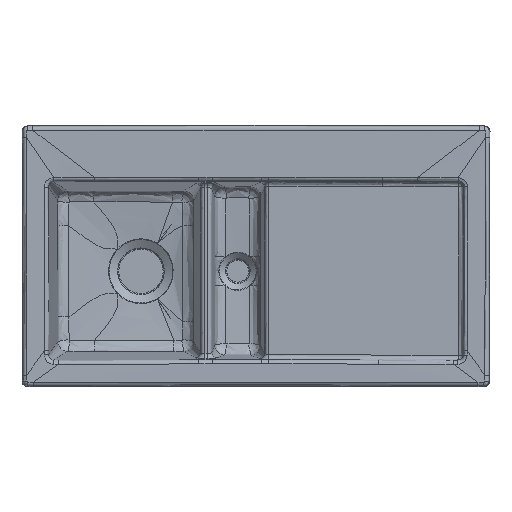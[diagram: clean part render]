
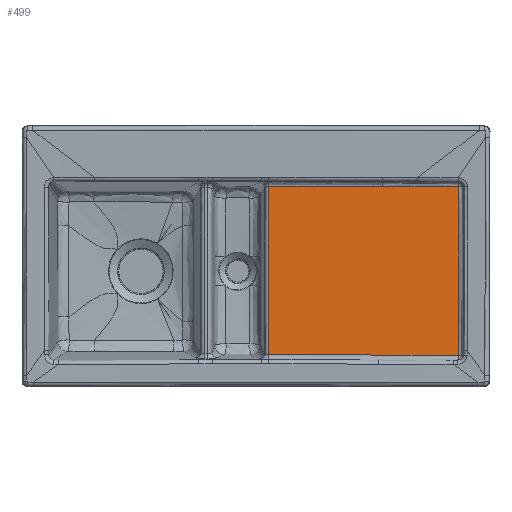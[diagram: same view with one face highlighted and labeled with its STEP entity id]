
A CAD part, top view. The second image highlights one B-rep face of the part: STEP entity #499.
In plain terms, the highlighted free-form (B-spline) face has degree [3, 1] with [13, 2] control points.
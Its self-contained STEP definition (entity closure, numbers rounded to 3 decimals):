
#283=(
BOUNDED_CURVE()
B_SPLINE_CURVE(3,(#8793,#8794,#8795,#8796,#8797,#8798),.UNSPECIFIED.,.F.,
 .F.)
B_SPLINE_CURVE_WITH_KNOTS((4,2,4),(0.,0.5,1.),
 .UNSPECIFIED.)
CURVE()
GEOMETRIC_REPRESENTATION_ITEM()
RATIONAL_B_SPLINE_CURVE((1.,1.,1.,
1.,1.,1.))
REPRESENTATION_ITEM('')
);
#499=ADVANCED_FACE('',(#955),#779,.T.);
#779=B_SPLINE_SURFACE_WITH_KNOTS('',3,1,((#10570,#10571),(#10572,#10573),
(#10574,#10575),(#10576,#10577),(#10578,#10579),(#10580,#10581),(#10582,
#10583),(#10584,#10585),(#10586,#10587),(#10588,#10589),(#10590,#10591),
(#10592,#10593),(#10594,#10595)),.UNSPECIFIED.,.F.,.F.,.F.,(4,1,1,1,1,1,
1,1,1,1,4),(2,2),(0.,0.015,0.11,0.205,
0.395,0.585,0.775,0.871,
0.918,0.966,1.),(0.,1.),.UNSPECIFIED.);
#955=FACE_OUTER_BOUND('',#1276,.T.);
#1276=EDGE_LOOP('',(#1813,#1814,#1815,#1816,#1817,#1818,#1819));
#1813=ORIENTED_EDGE('',*,*,#3737,.T.);
#1814=ORIENTED_EDGE('',*,*,#3738,.T.);
#1815=ORIENTED_EDGE('',*,*,#3736,.F.);
#1816=ORIENTED_EDGE('',*,*,#3680,.F.);
#1817=ORIENTED_EDGE('',*,*,#3739,.T.);
#1818=ORIENTED_EDGE('',*,*,#3740,.T.);
#1819=ORIENTED_EDGE('',*,*,#3741,.T.);
#3173=VERTEX_POINT('',#8799);
#3174=VERTEX_POINT('',#8800);
#3201=VERTEX_POINT('',#10503);
#3204=VERTEX_POINT('',#10540);
#3205=VERTEX_POINT('',#10541);
#3206=VERTEX_POINT('',#10550);
#3207=VERTEX_POINT('',#10555);
#3680=EDGE_CURVE('',#3173,#3174,#283,.T.);
#3736=EDGE_CURVE('',#3174,#3201,#4476,.T.);
#3737=EDGE_CURVE('',#3204,#3205,#4477,.T.);
#3738=EDGE_CURVE('',#3205,#3201,#4478,.T.);
#3739=EDGE_CURVE('',#3173,#3206,#4479,.T.);
#3740=EDGE_CURVE('',#3206,#3207,#4480,.T.);
#3741=EDGE_CURVE('',#3207,#3204,#4481,.T.);
#4476=B_SPLINE_CURVE_WITH_KNOTS('',3,(#10514,#10515,#10516,#10517),
 .UNSPECIFIED.,.F.,.F.,(4,4),(0.,1.),.UNSPECIFIED.);
#4477=B_SPLINE_CURVE_WITH_KNOTS('',3,(#10536,#10537,#10538,#10539),
 .UNSPECIFIED.,.F.,.F.,(4,4),(0.,1.),.UNSPECIFIED.);
#4478=B_SPLINE_CURVE_WITH_KNOTS('',3,(#10542,#10543,#10544,#10545),
 .UNSPECIFIED.,.F.,.F.,(4,4),(0.,1.),.UNSPECIFIED.);
#4479=B_SPLINE_CURVE_WITH_KNOTS('',3,(#10546,#10547,#10548,#10549),
 .UNSPECIFIED.,.F.,.F.,(4,4),(0.,1.),.UNSPECIFIED.);
#4480=B_SPLINE_CURVE_WITH_KNOTS('',3,(#10551,#10552,#10553,#10554),
 .UNSPECIFIED.,.F.,.F.,(4,4),(0.,1.),.UNSPECIFIED.);
#4481=B_SPLINE_CURVE_WITH_KNOTS('',3,(#10556,#10557,#10558,#10559,#10560,
#10561,#10562,#10563,#10564,#10565,#10566,#10567,#10568,#10569),
 .UNSPECIFIED.,.F.,.F.,(4,2,2,2,2,2,4),(0.,0.125,0.25,0.5,0.75,0.875,1.),
 .UNSPECIFIED.);
#8793=CARTESIAN_POINT('',(-17.792,-163.488,-21.358));
#8794=CARTESIAN_POINT('',(-17.807,-108.615,-21.344));
#8795=CARTESIAN_POINT('',(-17.824,-53.739,-21.327));
#8796=CARTESIAN_POINT('',(-17.823,56.011,-21.328));
#8797=CARTESIAN_POINT('',(-17.806,110.887,-21.344));
#8798=CARTESIAN_POINT('',(-17.791,165.76,-21.359));
#8799=CARTESIAN_POINT('',(-17.791,-163.488,-21.358));
#8800=CARTESIAN_POINT('',(-17.791,165.76,-21.359));
#10503=CARTESIAN_POINT('',(204.928,165.402,-16.901));
#10514=CARTESIAN_POINT('',(-17.791,165.76,-21.359));
#10515=CARTESIAN_POINT('',(56.449,165.839,-19.874));
#10516=CARTESIAN_POINT('',(130.689,165.615,-18.389));
#10517=CARTESIAN_POINT('',(204.928,165.399,-16.901));
#10536=CARTESIAN_POINT('',(354.124,164.679,-13.904));
#10537=CARTESIAN_POINT('',(354.124,164.955,-13.908));
#10538=CARTESIAN_POINT('',(353.902,165.178,-13.916));
#10539=CARTESIAN_POINT('',(353.625,165.178,-13.922));
#10540=CARTESIAN_POINT('',(354.124,164.679,-13.904));
#10541=CARTESIAN_POINT('',(353.625,165.178,-13.922));
#10542=CARTESIAN_POINT('',(353.625,165.178,-13.922));
#10543=CARTESIAN_POINT('',(321.562,165.149,-14.563));
#10544=CARTESIAN_POINT('',(271.997,165.225,-15.557));
#10545=CARTESIAN_POINT('',(204.928,165.404,-16.901));
#10546=CARTESIAN_POINT('',(-17.792,-163.488,-21.358));
#10547=CARTESIAN_POINT('',(108.35,-163.724,-18.817));
#10548=CARTESIAN_POINT('',(231.832,-164.169,-16.333));
#10549=CARTESIAN_POINT('',(352.652,-164.826,-13.915));
#10550=CARTESIAN_POINT('',(352.652,-164.826,-13.915));
#10551=CARTESIAN_POINT('',(352.652,-164.826,-13.915));
#10552=CARTESIAN_POINT('',(352.929,-164.827,-13.909));
#10553=CARTESIAN_POINT('',(353.153,-164.606,-13.901));
#10554=CARTESIAN_POINT('',(353.154,-164.329,-13.897));
#10555=CARTESIAN_POINT('',(353.154,-164.329,-13.897));
#10556=CARTESIAN_POINT('',(353.154,-164.329,-13.897));
#10557=CARTESIAN_POINT('',(353.205,-148.244,-13.666));
#10558=CARTESIAN_POINT('',(353.255,-132.458,-13.316));
#10559=CARTESIAN_POINT('',(353.352,-101.476,-12.852));
#10560=CARTESIAN_POINT('',(353.399,-86.281,-12.678));
#10561=CARTESIAN_POINT('',(353.536,-41.588,-12.272));
#10562=CARTESIAN_POINT('',(353.622,-12.979,-12.178));
#10563=CARTESIAN_POINT('',(353.784,41.859,-12.279));
#10564=CARTESIAN_POINT('',(353.86,68.089,-12.473));
#10565=CARTESIAN_POINT('',(353.965,105.649,-12.912));
#10566=CARTESIAN_POINT('',(353.998,117.872,-13.085));
#10567=CARTESIAN_POINT('',(354.063,141.721,-13.492));
#10568=CARTESIAN_POINT('',(354.094,153.348,-13.731));
#10569=CARTESIAN_POINT('',(354.124,164.679,-13.904));
#10570=CARTESIAN_POINT('',(355.428,-166.81,-13.886));
#10571=CARTESIAN_POINT('',(-20.054,-166.814,-21.404));
#10572=CARTESIAN_POINT('',(355.433,-165.185,-13.864));
#10573=CARTESIAN_POINT('',(-20.054,-165.188,-21.404));
#10574=CARTESIAN_POINT('',(355.468,-152.952,-13.687));
#10575=CARTESIAN_POINT('',(-20.053,-152.955,-21.401));
#10576=CARTESIAN_POINT('',(355.534,-130.115,-13.212));
#10577=CARTESIAN_POINT('',(-20.053,-130.114,-21.395));
#10578=CARTESIAN_POINT('',(355.657,-87.687,-12.607));
#10579=CARTESIAN_POINT('',(-20.051,-87.683,-21.388));
#10580=CARTESIAN_POINT('',(355.811,-34.648,-12.151));
#10581=CARTESIAN_POINT('',(-20.049,-34.646,-21.382));
#10582=CARTESIAN_POINT('',(355.995,29.001,-12.127));
#10583=CARTESIAN_POINT('',(-20.047,29.,-21.382));
#10584=CARTESIAN_POINT('',(356.149,82.041,-12.543));
#10585=CARTESIAN_POINT('',(-20.045,82.038,-21.387));
#10586=CARTESIAN_POINT('',(356.256,119.166,-13.049));
#10587=CARTESIAN_POINT('',(-20.044,119.164,-21.393));
#10588=CARTESIAN_POINT('',(356.318,140.378,-13.424));
#10589=CARTESIAN_POINT('',(-20.043,140.38,-21.398));
#10590=CARTESIAN_POINT('',(356.36,154.818,-13.7));
#10591=CARTESIAN_POINT('',(-20.042,154.821,-21.402));
#10592=CARTESIAN_POINT('',(356.386,163.955,-13.85));
#10593=CARTESIAN_POINT('',(-20.042,163.959,-21.404));
#10594=CARTESIAN_POINT('',(356.397,167.788,-13.905));
#10595=CARTESIAN_POINT('',(-20.042,167.793,-21.404));
